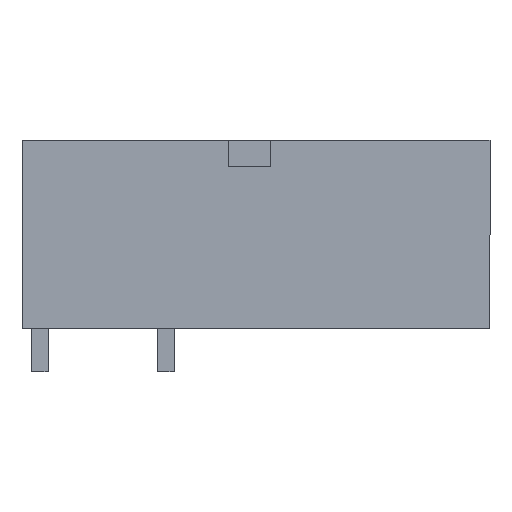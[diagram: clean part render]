
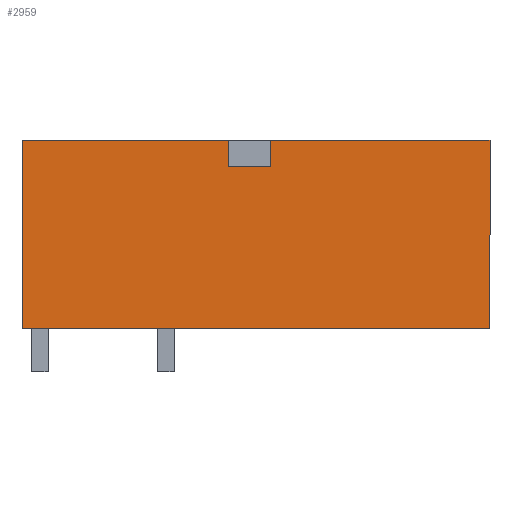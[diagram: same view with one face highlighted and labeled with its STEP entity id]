
A CAD part, left-side view. The second image highlights one B-rep face of the part: STEP entity #2959.
In plain terms, the highlighted planar face has unit normal (-1, 0, 0).
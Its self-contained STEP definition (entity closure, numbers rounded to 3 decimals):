
#2907=AXIS2_PLACEMENT_3D('Plane Axis2P3D',#2904,#2905,#2906) ;
#381=CARTESIAN_POINT('Vertex',(0.,0.,2.6)) ;
#384=CARTESIAN_POINT('Line Origine',(0.,14.15,2.6)) ;
#388=CARTESIAN_POINT('Vertex',(0.,28.3,2.6)) ;
#562=CARTESIAN_POINT('Vertex',(0.,0.,14.)) ;
#565=CARTESIAN_POINT('Line Origine',(0.,0.,8.3)) ;
#2904=CARTESIAN_POINT('Axis2P3D Location',(0.,15.8,2.7)) ;
#2909=CARTESIAN_POINT('Line Origine',(0.,13.3,13.2)) ;
#2913=CARTESIAN_POINT('Vertex',(0.,13.3,14.)) ;
#2915=CARTESIAN_POINT('Vertex',(0.,13.3,12.4)) ;
#2918=CARTESIAN_POINT('Line Origine',(0.,14.55,12.4)) ;
#2922=CARTESIAN_POINT('Vertex',(0.,15.8,12.4)) ;
#2925=CARTESIAN_POINT('Line Origine',(0.,15.8,13.2)) ;
#2929=CARTESIAN_POINT('Vertex',(0.,15.8,14.)) ;
#2932=CARTESIAN_POINT('Line Origine',(0.,22.05,14.)) ;
#2936=CARTESIAN_POINT('Vertex',(0.,28.3,14.)) ;
#2939=CARTESIAN_POINT('Line Origine',(0.,28.3,8.3)) ;
#2944=CARTESIAN_POINT('Line Origine',(0.,6.65,14.)) ;
#385=DIRECTION('Vector Direction',(0.,-1.,0.)) ;
#566=DIRECTION('Vector Direction',(0.,0.,1.)) ;
#2905=DIRECTION('Axis2P3D Direction',(1.,0.,0.)) ;
#2906=DIRECTION('Axis2P3D XDirection',(0.,0.,1.)) ;
#2910=DIRECTION('Vector Direction',(0.,0.,-1.)) ;
#2919=DIRECTION('Vector Direction',(0.,-1.,0.)) ;
#2926=DIRECTION('Vector Direction',(0.,0.,-1.)) ;
#2933=DIRECTION('Vector Direction',(0.,1.,0.)) ;
#2940=DIRECTION('Vector Direction',(0.,0.,-1.)) ;
#2945=DIRECTION('Vector Direction',(0.,1.,0.)) ;
#386=VECTOR('Line Direction',#385,1.) ;
#567=VECTOR('Line Direction',#566,1.) ;
#2911=VECTOR('Line Direction',#2910,1.) ;
#2920=VECTOR('Line Direction',#2919,1.) ;
#2927=VECTOR('Line Direction',#2926,1.) ;
#2934=VECTOR('Line Direction',#2933,1.) ;
#2941=VECTOR('Line Direction',#2940,1.) ;
#2946=VECTOR('Line Direction',#2945,1.) ;
#2950=ORIENTED_EDGE('',*,*,#2917,.T.) ;
#2951=ORIENTED_EDGE('',*,*,#2924,.F.) ;
#2952=ORIENTED_EDGE('',*,*,#2931,.F.) ;
#2953=ORIENTED_EDGE('',*,*,#2938,.T.) ;
#2954=ORIENTED_EDGE('',*,*,#2943,.T.) ;
#2955=ORIENTED_EDGE('',*,*,#390,.T.) ;
#2956=ORIENTED_EDGE('',*,*,#569,.T.) ;
#2957=ORIENTED_EDGE('',*,*,#2948,.T.) ;
#2959=ADVANCED_FACE('main body',(#2958),#2908,.F.) ;
#390=EDGE_CURVE('',#389,#382,#387,.T.) ;
#569=EDGE_CURVE('',#382,#563,#568,.T.) ;
#2917=EDGE_CURVE('',#2914,#2916,#2912,.T.) ;
#2924=EDGE_CURVE('',#2923,#2916,#2921,.T.) ;
#2931=EDGE_CURVE('',#2930,#2923,#2928,.T.) ;
#2938=EDGE_CURVE('',#2930,#2937,#2935,.T.) ;
#2943=EDGE_CURVE('',#2937,#389,#2942,.T.) ;
#2948=EDGE_CURVE('',#563,#2914,#2947,.T.) ;
#2949=EDGE_LOOP('',(#2950,#2951,#2952,#2953,#2954,#2955,#2956,#2957)) ;
#2958=FACE_OUTER_BOUND('',#2949,.T.) ;
#387=LINE('Line',#384,#386) ;
#568=LINE('Line',#565,#567) ;
#2912=LINE('Line',#2909,#2911) ;
#2921=LINE('Line',#2918,#2920) ;
#2928=LINE('Line',#2925,#2927) ;
#2935=LINE('Line',#2932,#2934) ;
#2942=LINE('Line',#2939,#2941) ;
#2947=LINE('Line',#2944,#2946) ;
#2908=PLANE('',#2907) ;
#382=VERTEX_POINT('',#381) ;
#389=VERTEX_POINT('',#388) ;
#563=VERTEX_POINT('',#562) ;
#2914=VERTEX_POINT('',#2913) ;
#2916=VERTEX_POINT('',#2915) ;
#2923=VERTEX_POINT('',#2922) ;
#2930=VERTEX_POINT('',#2929) ;
#2937=VERTEX_POINT('',#2936) ;
